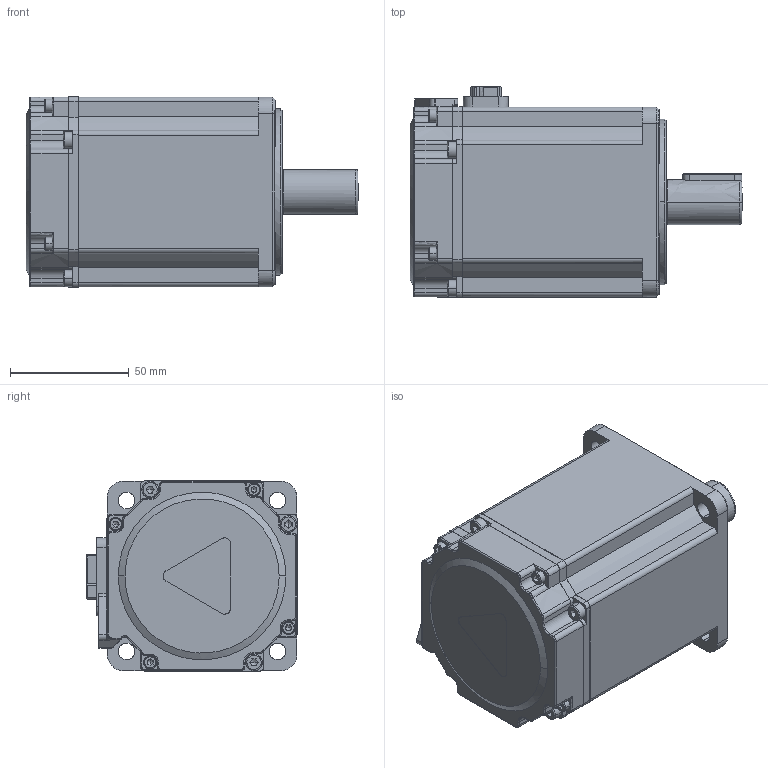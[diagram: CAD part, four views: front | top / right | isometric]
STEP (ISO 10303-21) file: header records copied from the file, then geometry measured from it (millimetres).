
FILE_DESCRIPTION (( 'STEP AP203' ), '1' );
FILE_NAME ('750W祥湍价陬.STEP', '2024-05-22T06:52:57', ( 'Windows 蚚誧' ), ( '' ), 'SwSTEP 2.0', 'SolidWorks 2020', '' );
FILE_SCHEMA (( 'CONFIG_CONTROL_DESIGN' ));
Length unit declared in the file: millimetre
Products named in the file (13): 750W祥湍价陬; 平键(6×6×25.IGS; 750W祥湍价陬.IGS; 1010170-2.IGS; 1030285 内六角圆柱头螺钉（M4×10碳钢 (镀蓝白锌-10.9级)）.IGS; 1040151_V1.1.IGS; M3｡ﾁ10.IGS; 1020135_V1.1.IGS; 蚐猾ㄗ趹伎ㄘ.IGS; 1060168 三竹接插件底座组件（底座不带刹车 MC6P 长度13mm21mm）,.IGS; 1030003 深沟球轴承6202-2Z.IGS; 1030002 深沟球轴承6204-2Z.IGS; 80晤鎢ん欶赽.IGS
Assembly tree (18 placements, depth 3):
  750W祥湍价陬
    750W祥湍价陬.IGS
      1040151_V1.1.IGS
      1010170-2.IGS
      1030002 深沟球轴承6204-2Z.IGS
      1030003 深沟球轴承6202-2Z.IGS
      1020135_V1.1.IGS
      80晤鎢ん欶赽.IGS
      平键(6×6×25.IGS
      蚐猾ㄗ趹伎ㄘ.IGS
      1060168 三竹接插件底座组件（底座不带刹车 MC6P 长度13mm21mm）,.IGS
      1030285 内六角圆柱头螺钉（M4×10碳钢 (镀蓝白锌-10.9级)）.IGS  x4
      M3｡ﾁ10.IGS  x4
Bounding box: 140 x 88.7 x 80.2 mm (x, y, z)
Volume: 206725 mm3; surface area: 135015 mm2
Topology: 15 solids, 21 shells, 3127 faces, 8631 edges, 5494 vertices
Faces by surface type: bspline 3127
Entity records: 128387 total; most frequent: CARTESIAN_POINT 78461, ORIENTED_EDGE 16392, EDGE_CURVE 8208, B_SPLINE_CURVE_WITH_KNOTS 7028, VERTEX_POINT 5296, EDGE_LOOP 3200, FACE_OUTER_BOUND 2977, ADVANCED_FACE 2977
